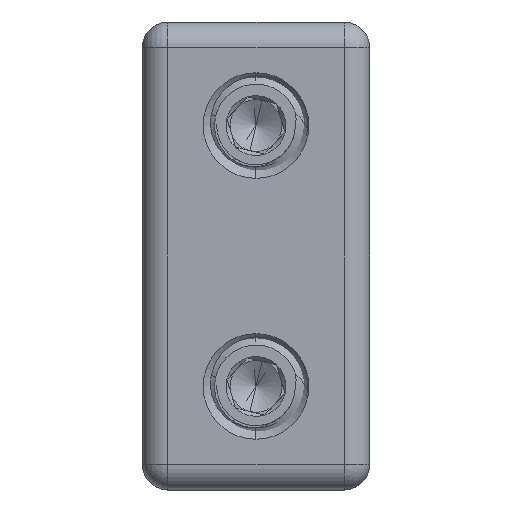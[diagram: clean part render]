
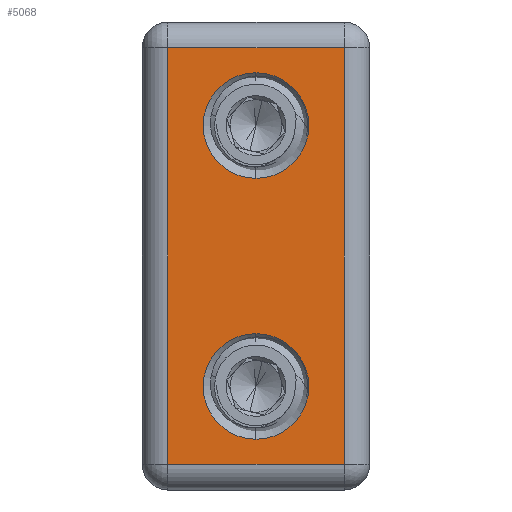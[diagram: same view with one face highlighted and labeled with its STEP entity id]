
A CAD part, left-side view. The second image highlights one B-rep face of the part: STEP entity #5068.
In plain terms, the highlighted face is planar.
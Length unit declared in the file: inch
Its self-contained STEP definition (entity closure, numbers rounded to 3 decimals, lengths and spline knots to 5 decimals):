
#41 = DIRECTION ( 'NONE',  ( -1., 0., 0. ) ) ;
#104 = CIRCLE ( 'NONE', #1437, 0.1275 ) ;
#171 = DIRECTION ( 'NONE',  ( 0., 0., 1. ) ) ;
#271 = ORIENTED_EDGE ( 'NONE', *, *, #3632, .T. ) ;
#298 = EDGE_LOOP ( 'NONE', ( #2563, #665 ) ) ;
#359 = DIRECTION ( 'NONE',  ( 0., 0., 1. ) ) ;
#452 = CIRCLE ( 'NONE', #2136, 0.1275 ) ;
#484 = CARTESIAN_POINT ( 'NONE',  ( 0., 0., 2. ) ) ;
#510 = VERTEX_POINT ( 'NONE', #1252 ) ;
#561 = CARTESIAN_POINT ( 'NONE',  ( -0.4425, 0., 2. ) ) ;
#597 = VERTEX_POINT ( 'NONE', #561 ) ;
#664 = CARTESIAN_POINT ( 'NONE',  ( 0.4425, 0., 2. ) ) ;
#665 = ORIENTED_EDGE ( 'NONE', *, *, #1305, .F. ) ;
#700 = CARTESIAN_POINT ( 'NONE',  ( -0.5025, -0.2125, 2. ) ) ;
#749 = ORIENTED_EDGE ( 'NONE', *, *, #3735, .F. ) ;
#791 = VERTEX_POINT ( 'NONE', #5240 ) ;
#832 = CARTESIAN_POINT ( 'NONE',  ( -0.5025, 0.2125, 2. ) ) ;
#863 = VERTEX_POINT ( 'NONE', #3731 ) ;
#898 = ORIENTED_EDGE ( 'NONE', *, *, #2445, .F. ) ;
#909 = VECTOR ( 'NONE', #2259, 39.37008 ) ;
#956 = AXIS2_PLACEMENT_3D ( 'NONE', #4750, #171, #5171 ) ;
#1057 = AXIS2_PLACEMENT_3D ( 'NONE', #2861, #359, #1190 ) ;
#1151 = VECTOR ( 'NONE', #2959, 39.37008 ) ;
#1190 = DIRECTION ( 'NONE',  ( 1., 0., 0. ) ) ;
#1201 = VECTOR ( 'NONE', #5033, 39.37008 ) ;
#1224 = AXIS2_PLACEMENT_3D ( 'NONE', #484, #3404, #41 ) ;
#1239 = EDGE_CURVE ( 'NONE', #1814, #4723, #1354, .T. ) ;
#1252 = CARTESIAN_POINT ( 'NONE',  ( 0.1875, 0., 2. ) ) ;
#1305 = EDGE_CURVE ( 'NONE', #510, #2941, #452, .T. ) ;
#1306 = DIRECTION ( 'NONE',  ( 1., 0., 0. ) ) ;
#1354 = LINE ( 'NONE', #2252, #2608 ) ;
#1437 = AXIS2_PLACEMENT_3D ( 'NONE', #3449, #1741, #1306 ) ;
#1454 = EDGE_CURVE ( 'NONE', #791, #1814, #3917, .T. ) ;
#1741 = DIRECTION ( 'NONE',  ( 0., 0., 1. ) ) ;
#1799 = CARTESIAN_POINT ( 'NONE',  ( 0.315, 0., 2. ) ) ;
#1814 = VERTEX_POINT ( 'NONE', #832 ) ;
#2125 = EDGE_LOOP ( 'NONE', ( #749, #898 ) ) ;
#2136 = AXIS2_PLACEMENT_3D ( 'NONE', #1799, #2233, #2655 ) ;
#2233 = DIRECTION ( 'NONE',  ( 0., 0., 1. ) ) ;
#2252 = CARTESIAN_POINT ( 'NONE',  ( -0.5025, 0., 2. ) ) ;
#2259 = DIRECTION ( 'NONE',  ( -1., 0., 0. ) ) ;
#2337 = CIRCLE ( 'NONE', #1057, 0.1275 ) ;
#2440 = FACE_OUTER_BOUND ( 'NONE', #2548, .T. ) ;
#2445 = EDGE_CURVE ( 'NONE', #597, #863, #2337, .T. ) ;
#2534 = PLANE ( 'NONE',  #1224 ) ;
#2548 = EDGE_LOOP ( 'NONE', ( #271, #2596, #4357, #2878 ) ) ;
#2563 = ORIENTED_EDGE ( 'NONE', *, *, #4445, .F. ) ;
#2596 = ORIENTED_EDGE ( 'NONE', *, *, #3573, .T. ) ;
#2608 = VECTOR ( 'NONE', #3895, 39.37008 ) ;
#2655 = DIRECTION ( 'NONE',  ( 1., 0., 0. ) ) ;
#2861 = CARTESIAN_POINT ( 'NONE',  ( -0.315, 0., 2. ) ) ;
#2878 = ORIENTED_EDGE ( 'NONE', *, *, #1239, .T. ) ;
#2941 = VERTEX_POINT ( 'NONE', #664 ) ;
#2959 = DIRECTION ( 'NONE',  ( 1., 0., 0. ) ) ;
#2997 = CARTESIAN_POINT ( 'NONE',  ( 0.5025, 0., 2. ) ) ;
#3375 = CIRCLE ( 'NONE', #956, 0.1275 ) ;
#3404 = DIRECTION ( 'NONE',  ( 0., 0., -1. ) ) ;
#3449 = CARTESIAN_POINT ( 'NONE',  ( 0.315, 0., 2. ) ) ;
#3573 = EDGE_CURVE ( 'NONE', #4813, #791, #3829, .T. ) ;
#3630 = FACE_BOUND ( 'NONE', #2125, .T. ) ;
#3632 = EDGE_CURVE ( 'NONE', #4723, #4813, #4748, .T. ) ;
#3731 = CARTESIAN_POINT ( 'NONE',  ( -0.1875, 0., 2. ) ) ;
#3735 = EDGE_CURVE ( 'NONE', #863, #597, #3375, .T. ) ;
#3829 = LINE ( 'NONE', #2997, #1201 ) ;
#3865 = CARTESIAN_POINT ( 'NONE',  ( 0., 0.2125, 2. ) ) ;
#3895 = DIRECTION ( 'NONE',  ( 0., -1., 0. ) ) ;
#3917 = LINE ( 'NONE', #3865, #909 ) ;
#4357 = ORIENTED_EDGE ( 'NONE', *, *, #1454, .T. ) ;
#4445 = EDGE_CURVE ( 'NONE', #2941, #510, #104, .T. ) ;
#4660 = CARTESIAN_POINT ( 'NONE',  ( 0., -0.2125, 2. ) ) ;
#4723 = VERTEX_POINT ( 'NONE', #700 ) ;
#4748 = LINE ( 'NONE', #4660, #1151 ) ;
#4750 = CARTESIAN_POINT ( 'NONE',  ( -0.315, 0., 2. ) ) ;
#4813 = VERTEX_POINT ( 'NONE', #5311 ) ;
#5033 = DIRECTION ( 'NONE',  ( 0., 1., 0. ) ) ;
#5051 = FACE_BOUND ( 'NONE', #298, .T. ) ;
#5068 = ADVANCED_FACE ( 'NONE', ( #2440, #3630, #5051 ), #2534, .F. ) ;
#5171 = DIRECTION ( 'NONE',  ( 1., 0., 0. ) ) ;
#5240 = CARTESIAN_POINT ( 'NONE',  ( 0.5025, 0.2125, 2. ) ) ;
#5311 = CARTESIAN_POINT ( 'NONE',  ( 0.5025, -0.2125, 2. ) ) ;
